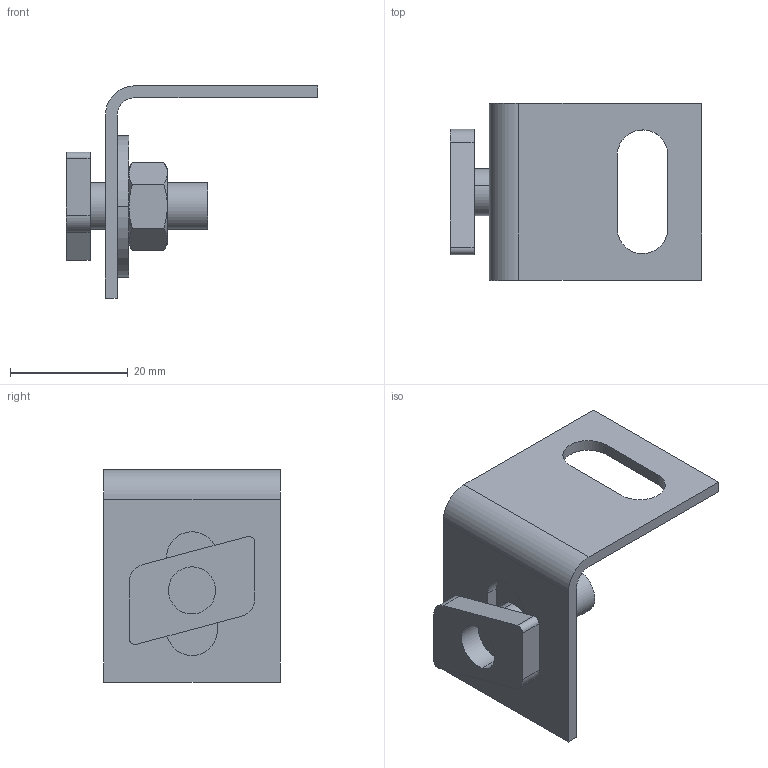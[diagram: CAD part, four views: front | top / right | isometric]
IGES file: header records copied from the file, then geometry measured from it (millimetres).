
Global section: file name: ER-MS; native system: AutoCAD 2018 - Deutsch (German); preprocessor: Autodesk Translation Framework DWG producer (atf_dwg_producer); organization: unknown; date: 20190802.085504; units: millimetre
Bounding box: 42.6 x 30 x 36 mm (x, y, z)
Volume: 6757.1 mm3; surface area: 6052.3 mm2
Topology: 2 solids, 2 shells, 65 faces, 150 edges, 94 vertices
Faces by surface type: bspline 65
